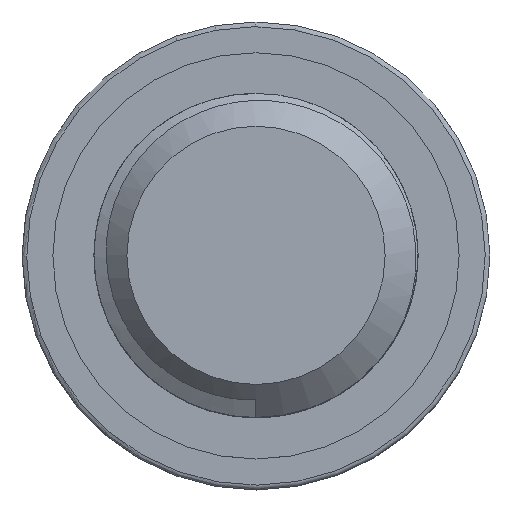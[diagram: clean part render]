
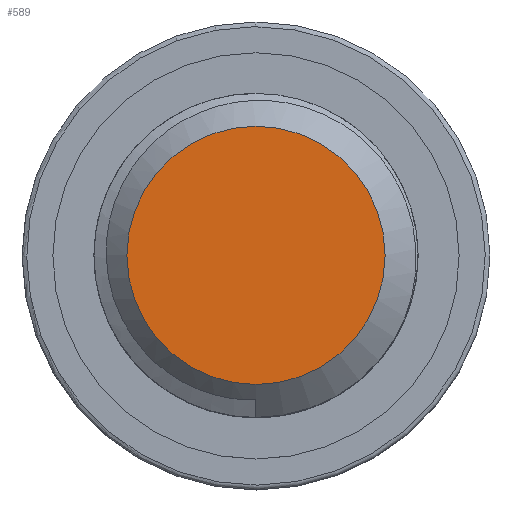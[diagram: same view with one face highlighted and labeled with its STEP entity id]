
A CAD part, top view. The second image highlights one B-rep face of the part: STEP entity #589.
In plain terms, the highlighted planar face has unit normal (0, 0, 1).
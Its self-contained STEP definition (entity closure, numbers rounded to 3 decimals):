
#37=PLANE('',#651);
#64=FACE_OUTER_BOUND('',#103,.T.);
#103=EDGE_LOOP('',(#479));
#134=CIRCLE('',#652,5.243);
#276=VERTEX_POINT('',#5733);
#353=EDGE_CURVE('',#276,#276,#134,.T.);
#479=ORIENTED_EDGE('',*,*,#353,.F.);
#589=ADVANCED_FACE('',(#64),#37,.T.);
#651=AXIS2_PLACEMENT_3D('',#5732,#761,#762);
#652=AXIS2_PLACEMENT_3D('',#5734,#763,#764);
#761=DIRECTION('center_axis',(0.,0.,1.));
#762=DIRECTION('ref_axis',(0.,-1.,0.));
#763=DIRECTION('center_axis',(0.,0.,-1.));
#764=DIRECTION('ref_axis',(1.,0.,0.));
#5732=CARTESIAN_POINT('Origin',(-9.5,0.,17.));
#5733=CARTESIAN_POINT('',(-14.743,0.,17.));
#5734=CARTESIAN_POINT('Origin',(-9.5,0.,17.));
